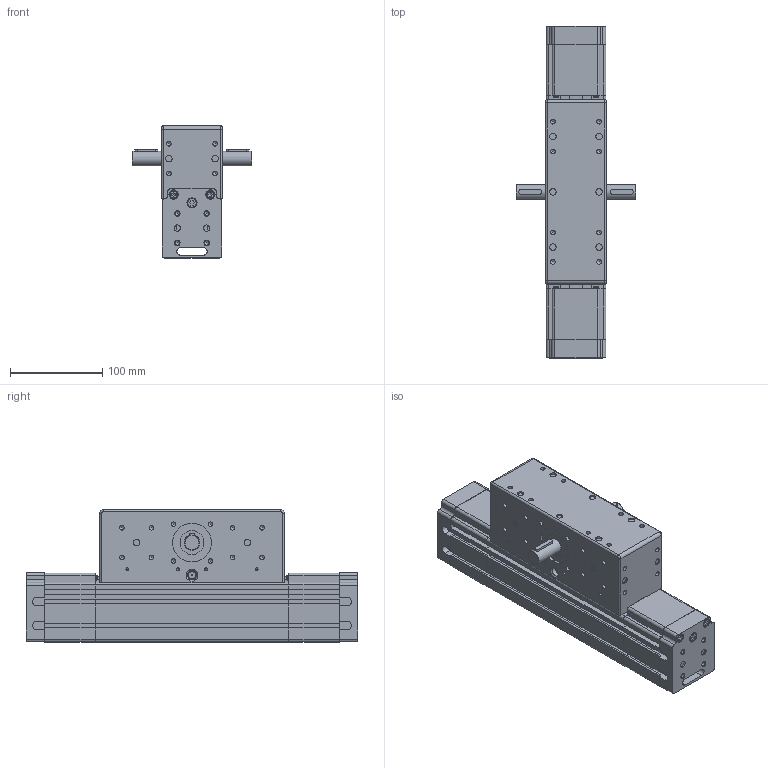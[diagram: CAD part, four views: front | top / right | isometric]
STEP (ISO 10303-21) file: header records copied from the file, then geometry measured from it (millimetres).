
FILE_DESCRIPTION((''),'2;1');
FILE_NAME('MTJZ 65 TIP 2 ASM.stp','2011-05-23T10:54:13',('Matej'),(''),'Autodesk Inventor 2011','Autodesk Inventor 2011','');
FILE_SCHEMA(('AUTOMOTIVE_DESIGN { 1 0 10303 214 1 1 1 1 }'));
Length unit declared in the file: millimetre
Products named in the file (5): MTJZ 65 TIP 2 ASM; MTJZ 65 TIP 2; PROFIL MTJZ 65; KONČNIK MTJZ 65; BLOK MTJZ 65 TIP 2
Assembly tree (5 placements, depth 3):
  MTJZ 65 TIP 2 ASM
    MTJZ 65 TIP 2
      PROFIL MTJZ 65
      KONČNIK MTJZ 65  x2
      BLOK MTJZ 65 TIP 2
Bounding box: 130 x 360 x 143.5 mm (x, y, z)
Volume: 2360389.3 mm3; surface area: 312845.5 mm2
Topology: 8 solids, 28 shells, 812 faces, 1997 edges, 1281 vertices
Faces by surface type: plane 440, cylinder 230, cone 122, torus 16, bspline 4
Full cylindrical faces by diameter (mm): 1 x2, 3 x4, 3.1 x4, 3.242 x8, 4.134 x4, 4.917 x48, 5 x8, 5.5 x12, 5.8 x4, 6 x16, 6.2 x6, 7 x18, 8 x2, 8.5 x4, 10 x14, 11 x2, 16 x2, 26 x2, 42 x2
Entity records: 15184 total; most frequent: CARTESIAN_POINT 3056, DIRECTION 2458, ORIENTED_EDGE 2084, EDGE_CURVE 1042, AXIS2_PLACEMENT_3D 902, EDGE_LOOP 812, VERTEX_POINT 772, VECTOR 654
